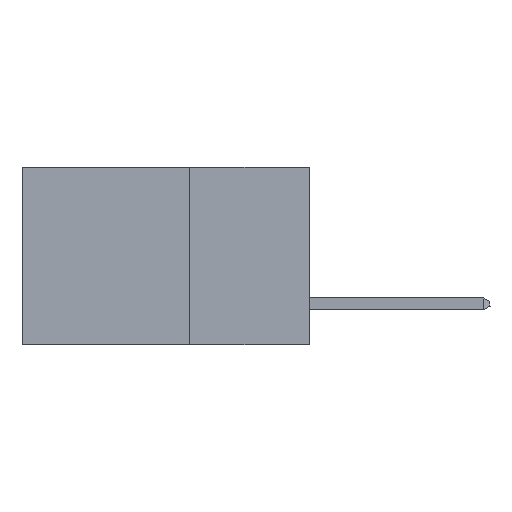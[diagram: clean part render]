
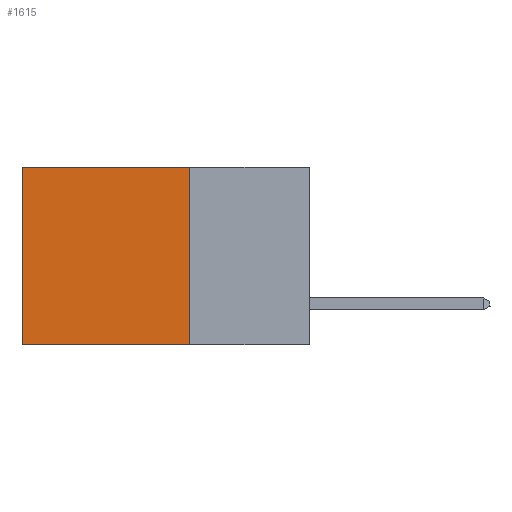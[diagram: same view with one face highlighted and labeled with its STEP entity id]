
A CAD part, left-side view. The second image highlights one B-rep face of the part: STEP entity #1615.
In plain terms, the highlighted planar face has unit normal (-1, 0, 0).
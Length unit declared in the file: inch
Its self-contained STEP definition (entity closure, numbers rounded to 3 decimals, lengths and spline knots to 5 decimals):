
#28 = CARTESIAN_POINT ( 'NONE',  ( 0.2875, 0.25, 0. ) ) ;
#491 = ORIENTED_EDGE ( 'NONE', *, *, #7776, .F. ) ;
#935 = CARTESIAN_POINT ( 'NONE',  ( 0.2875, 0.25, 0. ) ) ;
#1124 = VECTOR ( 'NONE', #2546, 39.37008 ) ;
#1413 = VERTEX_POINT ( 'NONE', #17371 ) ;
#1597 = DIRECTION ( 'NONE',  ( 0., 0., -1. ) ) ;
#1615 = ADVANCED_FACE ( 'NONE', ( #8548 ), #4822, .F. ) ;
#2197 = DIRECTION ( 'NONE',  ( 0., 1., 0. ) ) ;
#2546 = DIRECTION ( 'NONE',  ( 0., 0., -1. ) ) ;
#3079 = VECTOR ( 'NONE', #19333, 39.37008 ) ;
#4822 = PLANE ( 'NONE',  #17156 ) ;
#4899 = ORIENTED_EDGE ( 'NONE', *, *, #12534, .T. ) ;
#6417 = VERTEX_POINT ( 'NONE', #13398 ) ;
#7776 = EDGE_CURVE ( 'NONE', #1413, #18407, #9343, .T. ) ;
#8120 = LINE ( 'NONE', #935, #3079 ) ;
#8339 = LINE ( 'NONE', #10090, #1124 ) ;
#8548 = FACE_OUTER_BOUND ( 'NONE', #18557, .T. ) ;
#9343 = LINE ( 'NONE', #15130, #10309 ) ;
#9469 = CARTESIAN_POINT ( 'NONE',  ( 0.2875, 0.6, 0. ) ) ;
#10090 = CARTESIAN_POINT ( 'NONE',  ( 0.2875, 0.6, 0. ) ) ;
#10309 = VECTOR ( 'NONE', #16719, 39.37008 ) ;
#10902 = CARTESIAN_POINT ( 'NONE',  ( 0.2875, 0.6, -0.37 ) ) ;
#11346 = VERTEX_POINT ( 'NONE', #9469 ) ;
#12534 = EDGE_CURVE ( 'NONE', #11346, #18407, #8339, .T. ) ;
#12612 = EDGE_CURVE ( 'NONE', #6417, #1413, #8120, .T. ) ;
#12746 = VECTOR ( 'NONE', #2197, 39.37008 ) ;
#13398 = CARTESIAN_POINT ( 'NONE',  ( 0.2875, 0.25, 0. ) ) ;
#14844 = ORIENTED_EDGE ( 'NONE', *, *, #12612, .F. ) ;
#15130 = CARTESIAN_POINT ( 'NONE',  ( 0.2875, 0.25, -0.37 ) ) ;
#16592 = LINE ( 'NONE', #18999, #12746 ) ;
#16719 = DIRECTION ( 'NONE',  ( 0., 1., 0. ) ) ;
#17156 = AXIS2_PLACEMENT_3D ( 'NONE', #28, #19855, #1597 ) ;
#17371 = CARTESIAN_POINT ( 'NONE',  ( 0.2875, 0.25, -0.37 ) ) ;
#17503 = EDGE_CURVE ( 'NONE', #6417, #11346, #16592, .T. ) ;
#18407 = VERTEX_POINT ( 'NONE', #10902 ) ;
#18557 = EDGE_LOOP ( 'NONE', ( #4899, #491, #14844, #19734 ) ) ;
#18999 = CARTESIAN_POINT ( 'NONE',  ( 0.2875, 0.25, 0. ) ) ;
#19333 = DIRECTION ( 'NONE',  ( 0., 0., -1. ) ) ;
#19734 = ORIENTED_EDGE ( 'NONE', *, *, #17503, .T. ) ;
#19855 = DIRECTION ( 'NONE',  ( 1., 0., 0. ) ) ;
